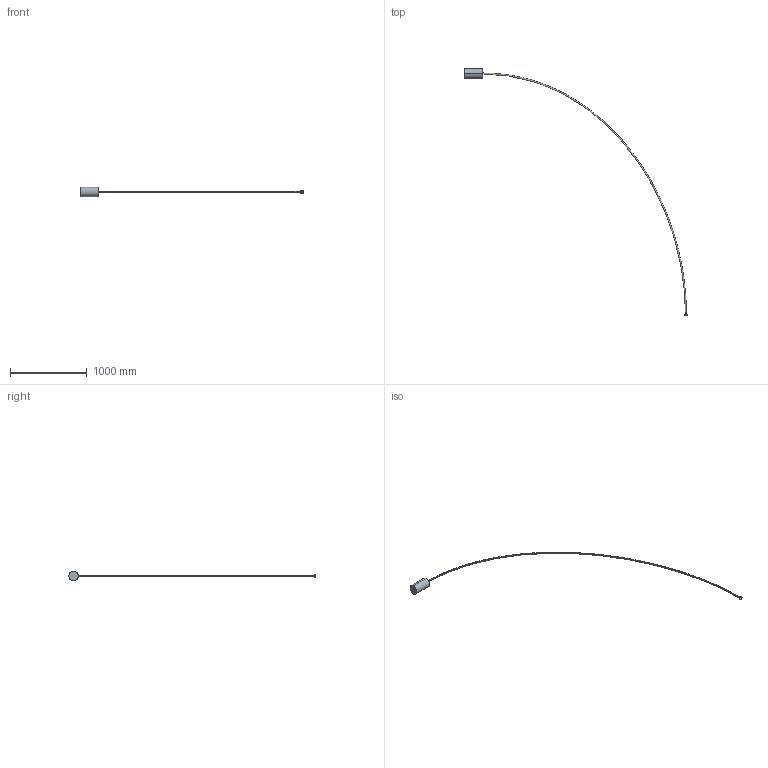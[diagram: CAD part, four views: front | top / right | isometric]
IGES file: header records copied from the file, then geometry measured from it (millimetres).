
Start section: SolidWorks IGES file using analytic representation for surfaces
Global section: file name: POLEx4 - Pole 04 Floor to Surface - 4 Sections.igs; native system: SolidWorks 2015; preprocessor: SolidWorks 2015; author: Design; date: 190925.140404; units: inch
Bounding box: 2917.16 x 3222.26 x 125 mm (x, y, z)
Volume: 3561852 mm3; surface area: 319070.6 mm2
Topology: 1 solids, 1 shells, 18 faces, 36 edges, 22 vertices
Faces by surface type: revolution 10, plane 4, bspline 4
